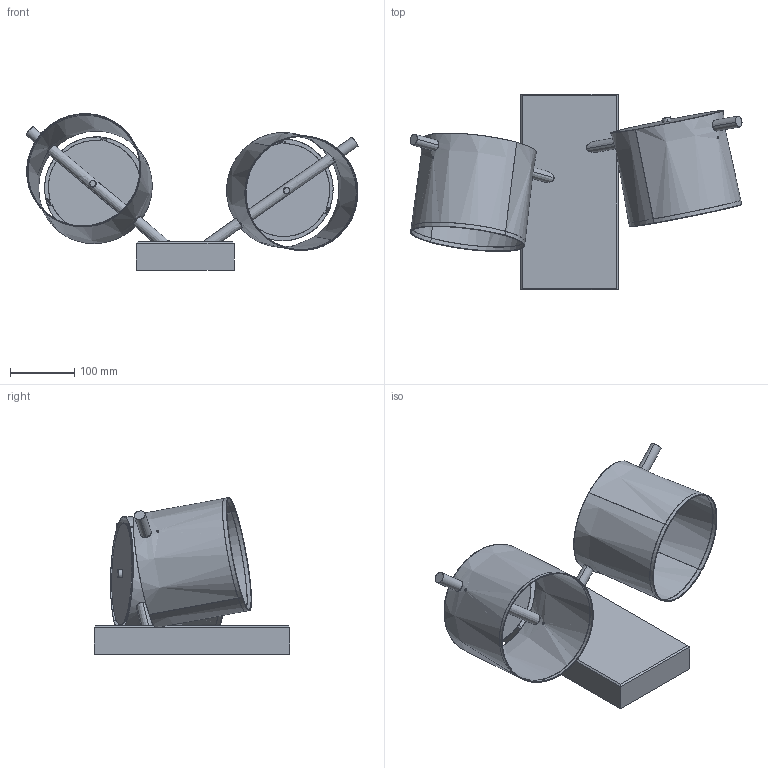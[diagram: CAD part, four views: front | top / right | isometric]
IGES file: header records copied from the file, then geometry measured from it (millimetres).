
Start section: SolidWorks IGES file using analytic representation for surfaces
Global section: file name: EXCS2 - Excel Sconce.IGS; native system: SolidWorks 2015; preprocessor: SolidWorks 2015; author: Design; date: 190716.142057; units: millimetre
Bounding box: 517.05 x 304.8 x 244.14 mm (x, y, z)
Surface area: 660017.7 mm2 (no closed solid volume)
Topology: 0 solids, 0 shells, 176 faces, 3502 edges, 3502 vertices
Faces by surface type: bspline 98, revolution 78
